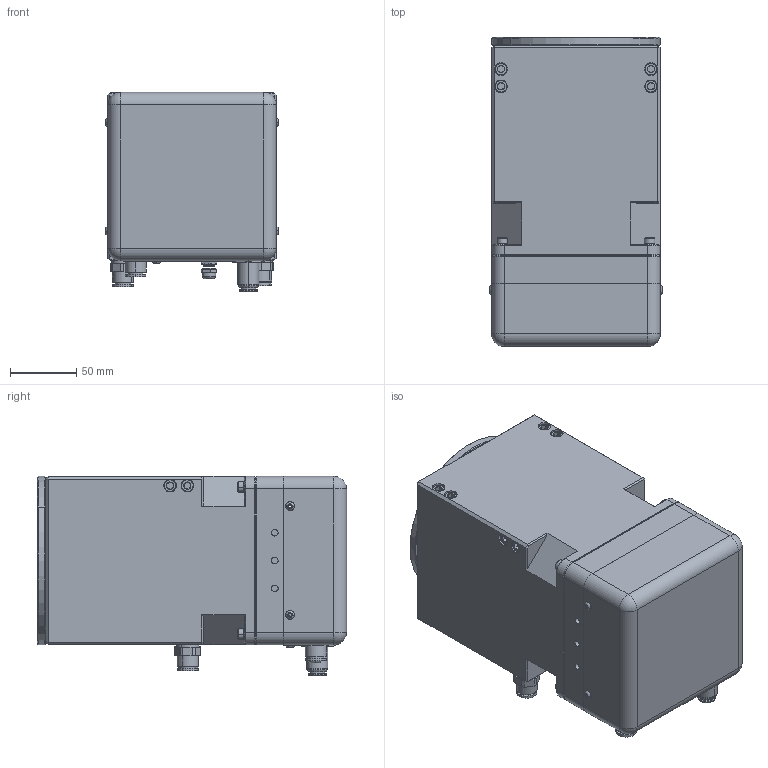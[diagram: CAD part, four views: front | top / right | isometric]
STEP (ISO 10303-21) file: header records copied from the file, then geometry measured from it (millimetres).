
FILE_DESCRIPTION (( 'STEP AP214' ), '1' );
FILE_NAME ('SK-9709 HP100A-4KW-HE-TUBE.STEP', '2021-08-06T14:57:47', ( '' ), ( '' ), 'SwSTEP 2.0', 'SolidWorks 2020', '' );
FILE_SCHEMA (( 'AUTOMOTIVE_DESIGN' ));
Length unit declared in the file: millimetre
Products named in the file (1): SK-9709 HP100A-4KW-HE-TUBE
Bounding box: 130.71 x 233.03 x 150.23 mm (x, y, z)
Surface area: 212782.7 mm2 (no closed solid volume)
Topology: 0 solids, 87 shells, 920 faces, 9085 edges, 8227 vertices
Faces by surface type: plane 443, cone 295, cylinder 148, sphere 18, bspline 10, torus 6
Entity records: 100247 total; most frequent: CARTESIAN_POINT 28313, DIRECTION 11151, ORIENTED_EDGE 10574, EDGE_CURVE 9081, VERTEX_POINT 8227, LINE 7845, VECTOR 7845, AXIS2_PLACEMENT_3D 1653
